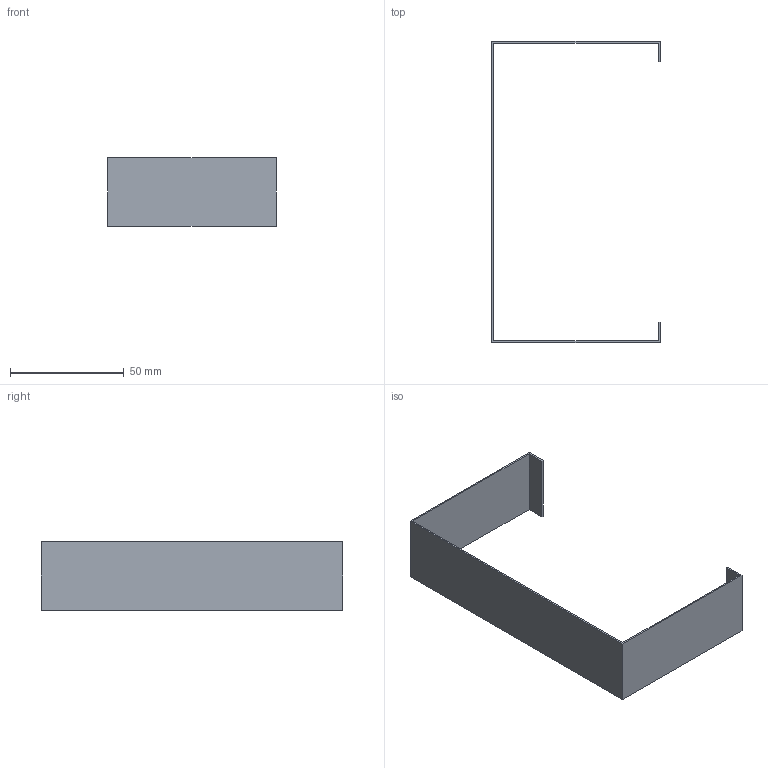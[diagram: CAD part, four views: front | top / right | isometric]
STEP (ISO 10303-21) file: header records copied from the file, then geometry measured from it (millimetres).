
FILE_DESCRIPTION((''),'2;1');
FILE_NAME('20006259P01','2023-05-03T16:32:19',('sivasanker.y'),(''),'CREO PARAMETRIC BY PTC INC, 2021284','CREO PARAMETRIC BY PTC INC, 2021284','');
FILE_SCHEMA(('CONFIG_CONTROL_DESIGN'));
Length unit declared in the file: millimetre
Products named in the file (1): 20006259P01
Bounding box: 74.2 x 132.6 x 30 mm (x, y, z)
Volume: 7089.6 mm3; surface area: 18244.6 mm2
Topology: 1 solids, 1 shells, 14 faces, 36 edges, 24 vertices
Faces by surface type: plane 14
Entity records: 458 total; most frequent: CARTESIAN_POINT 74, ORIENTED_EDGE 72, DIRECTION 64, VECTOR 36, LINE 36, EDGE_CURVE 36, VERTEX_POINT 24, AXIS2_PLACEMENT_3D 14
